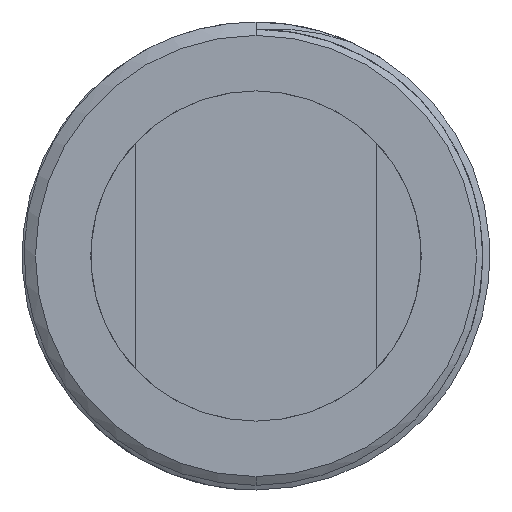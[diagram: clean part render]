
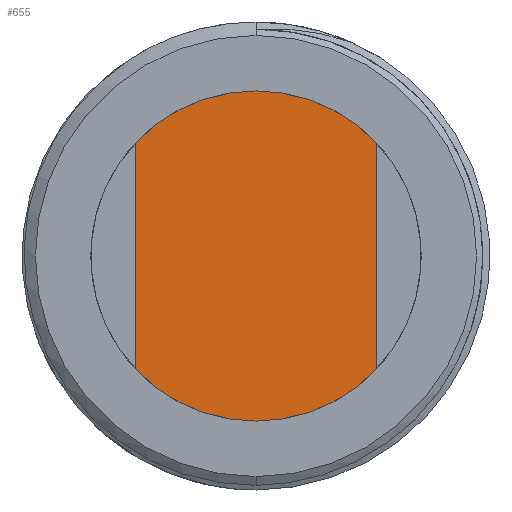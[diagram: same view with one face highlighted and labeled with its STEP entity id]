
A CAD part, left-side view. The second image highlights one B-rep face of the part: STEP entity #655.
In plain terms, the highlighted planar face has unit normal (-1, 0, 0).
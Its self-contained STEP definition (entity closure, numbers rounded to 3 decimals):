
#29 = EDGE_CURVE ( 'NONE', #1595, #241, #1173, .T. ) ;
#57 = CARTESIAN_POINT ( 'NONE',  ( -6.75, 0., -18.5 ) ) ;
#77 = CIRCLE ( 'NONE', #580, 18.5 ) ;
#115 = AXIS2_PLACEMENT_3D ( 'NONE', #380, #2248, #2512 ) ;
#135 = AXIS2_PLACEMENT_3D ( 'NONE', #2831, #2294, #2815 ) ;
#227 = CIRCLE ( 'NONE', #115, 18.5 ) ;
#228 = CARTESIAN_POINT ( 'NONE',  ( -6.75, 0., 0. ) ) ;
#241 = VERTEX_POINT ( 'NONE', #1897 ) ;
#305 = DIRECTION ( 'NONE',  ( -1., 0., 0. ) ) ;
#380 = CARTESIAN_POINT ( 'NONE',  ( -6.75, 0., 0. ) ) ;
#421 = ORIENTED_EDGE ( 'NONE', *, *, #2964, .F. ) ;
#445 = FACE_OUTER_BOUND ( 'NONE', #3244, .T. ) ;
#448 = DIRECTION ( 'NONE',  ( 0., 0., 1. ) ) ;
#558 = AXIS2_PLACEMENT_3D ( 'NONE', #228, #305, #1326 ) ;
#580 = AXIS2_PLACEMENT_3D ( 'NONE', #2581, #1822, #448 ) ;
#655 = ADVANCED_FACE ( 'NONE', ( #445 ), #1510, .F. ) ;
#662 = CARTESIAN_POINT ( 'NONE',  ( -6.75, -13.5, -12.649 ) ) ;
#678 = ORIENTED_EDGE ( 'NONE', *, *, #2470, .T. ) ;
#851 = EDGE_CURVE ( 'NONE', #241, #2603, #1656, .T. ) ;
#967 = DIRECTION ( 'NONE',  ( 0., 0., 1. ) ) ;
#1138 = VECTOR ( 'NONE', #967, 1000. ) ;
#1155 = VERTEX_POINT ( 'NONE', #662 ) ;
#1173 = CIRCLE ( 'NONE', #558, 18.5 ) ;
#1180 = ORIENTED_EDGE ( 'NONE', *, *, #2290, .F. ) ;
#1326 = DIRECTION ( 'NONE',  ( 0., 0., 1. ) ) ;
#1349 = VERTEX_POINT ( 'NONE', #57 ) ;
#1378 = CARTESIAN_POINT ( 'NONE',  ( -6.75, 0., 0. ) ) ;
#1496 = VECTOR ( 'NONE', #2598, 1000. ) ;
#1510 = PLANE ( 'NONE',  #135 ) ;
#1551 = LINE ( 'NONE', #2313, #1138 ) ;
#1595 = VERTEX_POINT ( 'NONE', #2488 ) ;
#1656 = CIRCLE ( 'NONE', #2084, 18.5 ) ;
#1713 = ORIENTED_EDGE ( 'NONE', *, *, #851, .T. ) ;
#1783 = LINE ( 'NONE', #2837, #1496 ) ;
#1822 = DIRECTION ( 'NONE',  ( -1., 0., 0. ) ) ;
#1897 = CARTESIAN_POINT ( 'NONE',  ( -6.75, 0., 18.5 ) ) ;
#2023 = EDGE_CURVE ( 'NONE', #1349, #1155, #227, .T. ) ;
#2084 = AXIS2_PLACEMENT_3D ( 'NONE', #1378, #2966, #2671 ) ;
#2239 = ORIENTED_EDGE ( 'NONE', *, *, #29, .T. ) ;
#2248 = DIRECTION ( 'NONE',  ( -1., 0., 0. ) ) ;
#2265 = CARTESIAN_POINT ( 'NONE',  ( -6.75, 13.5, -12.649 ) ) ;
#2290 = EDGE_CURVE ( 'NONE', #2861, #2603, #1551, .T. ) ;
#2294 = DIRECTION ( 'NONE',  ( 1., 0., 0. ) ) ;
#2313 = CARTESIAN_POINT ( 'NONE',  ( -6.75, 13.5, -35.815 ) ) ;
#2470 = EDGE_CURVE ( 'NONE', #2861, #1349, #77, .T. ) ;
#2488 = CARTESIAN_POINT ( 'NONE',  ( -6.75, -13.5, 12.649 ) ) ;
#2512 = DIRECTION ( 'NONE',  ( 0., 0., 1. ) ) ;
#2581 = CARTESIAN_POINT ( 'NONE',  ( -6.75, 0., 0. ) ) ;
#2598 = DIRECTION ( 'NONE',  ( 0., 0., -1. ) ) ;
#2603 = VERTEX_POINT ( 'NONE', #2970 ) ;
#2671 = DIRECTION ( 'NONE',  ( 0., 0., 1. ) ) ;
#2815 = DIRECTION ( 'NONE',  ( 0., 0., -1. ) ) ;
#2831 = CARTESIAN_POINT ( 'NONE',  ( -6.75, 18.5, 0. ) ) ;
#2837 = CARTESIAN_POINT ( 'NONE',  ( -6.75, -13.5, -35.815 ) ) ;
#2842 = ORIENTED_EDGE ( 'NONE', *, *, #2023, .T. ) ;
#2861 = VERTEX_POINT ( 'NONE', #2265 ) ;
#2964 = EDGE_CURVE ( 'NONE', #1595, #1155, #1783, .T. ) ;
#2966 = DIRECTION ( 'NONE',  ( -1., 0., 0. ) ) ;
#2970 = CARTESIAN_POINT ( 'NONE',  ( -6.75, 13.5, 12.649 ) ) ;
#3244 = EDGE_LOOP ( 'NONE', ( #2239, #1713, #1180, #678, #2842, #421 ) ) ;
